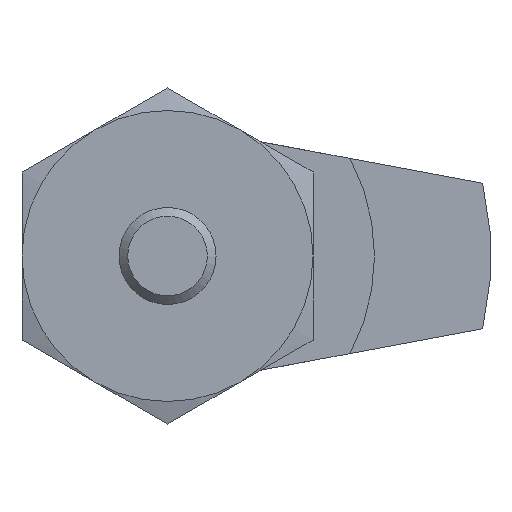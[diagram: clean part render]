
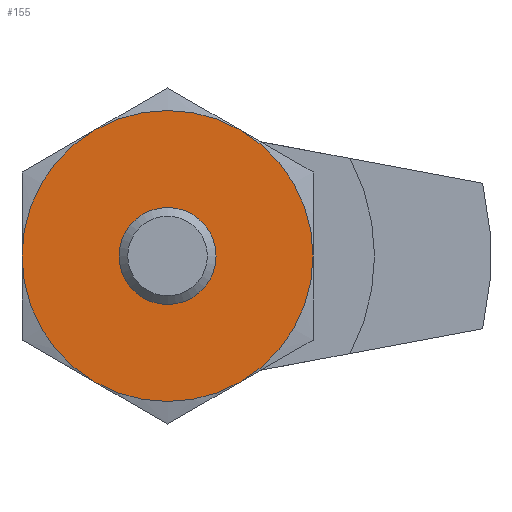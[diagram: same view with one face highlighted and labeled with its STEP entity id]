
A CAD part, front view. The second image highlights one B-rep face of the part: STEP entity #155.
In plain terms, the highlighted planar face has unit normal (0, -1, 0).
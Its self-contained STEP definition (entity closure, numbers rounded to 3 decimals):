
#155 = ADVANCED_FACE( '', ( #321, #322 ), #323, .F. );
#321 = FACE_BOUND( '', #484, .T. );
#322 = FACE_OUTER_BOUND( '', #485, .T. );
#323 = PLANE( '', #486 );
#484 = EDGE_LOOP( '', ( #827 ) );
#485 = EDGE_LOOP( '', ( #828, #829, #830, #831, #832, #833 ) );
#486 = AXIS2_PLACEMENT_3D( '', #834, #835, #836 );
#827 = ORIENTED_EDGE( '', *, *, #945, .F. );
#828 = ORIENTED_EDGE( '', *, *, #910, .T. );
#829 = ORIENTED_EDGE( '', *, *, #880, .T. );
#830 = ORIENTED_EDGE( '', *, *, #990, .T. );
#831 = ORIENTED_EDGE( '', *, *, #988, .T. );
#832 = ORIENTED_EDGE( '', *, *, #980, .T. );
#833 = ORIENTED_EDGE( '', *, *, #993, .T. );
#834 = CARTESIAN_POINT( '', ( 18., 0., 0. ) );
#835 = DIRECTION( '', ( 0., 1., 0. ) );
#836 = DIRECTION( '', ( 0., 0., 1. ) );
#880 = EDGE_CURVE( '', #1024, #1025, #1026, .T. );
#910 = EDGE_CURVE( '', #1075, #1024, #1076, .T. );
#945 = EDGE_CURVE( '', #1131, #1131, #1132, .T. );
#980 = EDGE_CURVE( '', #1084, #1166, #1177, .T. );
#988 = EDGE_CURVE( '', #1171, #1084, #1186, .T. );
#990 = EDGE_CURVE( '', #1025, #1171, #1188, .T. );
#993 = EDGE_CURVE( '', #1166, #1075, #1191, .T. );
#1024 = VERTEX_POINT( '', #1227 );
#1025 = VERTEX_POINT( '', #1228 );
#1026 = CIRCLE( '', #1229, 18. );
#1075 = VERTEX_POINT( '', #1305 );
#1076 = CIRCLE( '', #1306, 18. );
#1084 = VERTEX_POINT( '', #1325 );
#1131 = VERTEX_POINT( '', #1423 );
#1132 = CIRCLE( '', #1424, 4.7 );
#1166 = VERTEX_POINT( '', #1493 );
#1171 = VERTEX_POINT( '', #1513 );
#1177 = CIRCLE( '', #1530, 18. );
#1186 = CIRCLE( '', #1540, 18. );
#1188 = CIRCLE( '', #1542, 18. );
#1191 = CIRCLE( '', #1550, 18. );
#1227 = CARTESIAN_POINT( '', ( 18., 0., 0. ) );
#1228 = CARTESIAN_POINT( '', ( 9., 0., 15.588 ) );
#1229 = AXIS2_PLACEMENT_3D( '', #1597, #1598, #1599 );
#1305 = CARTESIAN_POINT( '', ( 9., 0., -15.588 ) );
#1306 = AXIS2_PLACEMENT_3D( '', #1637, #1638, #1639 );
#1325 = CARTESIAN_POINT( '', ( -18., 0., 0. ) );
#1423 = CARTESIAN_POINT( '', ( 0., 0., -4.7 ) );
#1424 = AXIS2_PLACEMENT_3D( '', #1664, #1665, #1666 );
#1493 = CARTESIAN_POINT( '', ( -9., 0., -15.588 ) );
#1513 = CARTESIAN_POINT( '', ( -9., 0., 15.588 ) );
#1530 = AXIS2_PLACEMENT_3D( '', #1693, #1694, #1695 );
#1540 = AXIS2_PLACEMENT_3D( '', #1700, #1701, #1702 );
#1542 = AXIS2_PLACEMENT_3D( '', #1703, #1704, #1705 );
#1550 = AXIS2_PLACEMENT_3D( '', #1706, #1707, #1708 );
#1597 = CARTESIAN_POINT( '', ( 0., 0., 0. ) );
#1598 = DIRECTION( '', ( 0., -1., 0. ) );
#1599 = DIRECTION( '', ( 0., 0., -1. ) );
#1637 = CARTESIAN_POINT( '', ( 0., 0., 0. ) );
#1638 = DIRECTION( '', ( 0., -1., 0. ) );
#1639 = DIRECTION( '', ( 0., 0., -1. ) );
#1664 = CARTESIAN_POINT( '', ( 0., 0., 0. ) );
#1665 = DIRECTION( '', ( 0., -1., 0. ) );
#1666 = DIRECTION( '', ( 0., 0., -1. ) );
#1693 = CARTESIAN_POINT( '', ( 0., 0., 0. ) );
#1694 = DIRECTION( '', ( 0., -1., 0. ) );
#1695 = DIRECTION( '', ( 0., 0., -1. ) );
#1700 = CARTESIAN_POINT( '', ( 0., 0., 0. ) );
#1701 = DIRECTION( '', ( 0., -1., 0. ) );
#1702 = DIRECTION( '', ( 0., 0., -1. ) );
#1703 = CARTESIAN_POINT( '', ( 0., 0., 0. ) );
#1704 = DIRECTION( '', ( 0., -1., 0. ) );
#1705 = DIRECTION( '', ( 0., 0., -1. ) );
#1706 = CARTESIAN_POINT( '', ( 0., 0., 0. ) );
#1707 = DIRECTION( '', ( 0., -1., 0. ) );
#1708 = DIRECTION( '', ( 0., 0., -1. ) );
